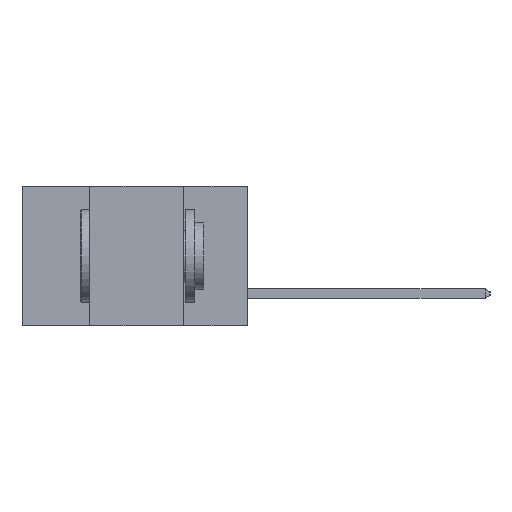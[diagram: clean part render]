
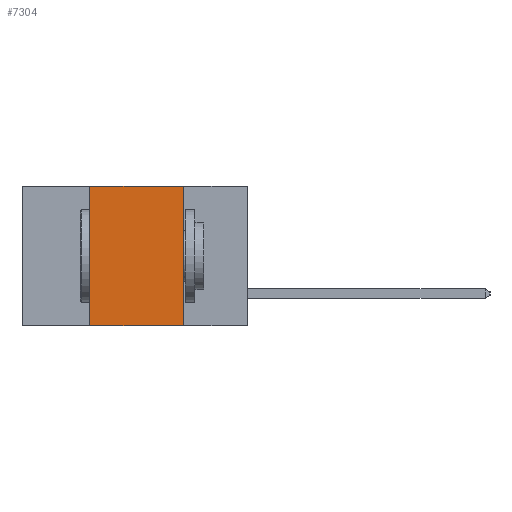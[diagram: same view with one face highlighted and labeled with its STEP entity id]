
A CAD part, left-side view. The second image highlights one B-rep face of the part: STEP entity #7304.
In plain terms, the highlighted planar face has unit normal (-1, 0, 0).
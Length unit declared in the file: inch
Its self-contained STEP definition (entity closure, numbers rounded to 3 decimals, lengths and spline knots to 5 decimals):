
#528 = ORIENTED_EDGE ( 'NONE', *, *, #7064, .F. ) ;
#925 = VECTOR ( 'NONE', #10382, 39.37008 ) ;
#1244 = VERTEX_POINT ( 'NONE', #12355 ) ;
#1653 = EDGE_CURVE ( 'NONE', #11937, #3045, #4722, .T. ) ;
#1835 = DIRECTION ( 'NONE',  ( 0., -1., 0. ) ) ;
#2351 = EDGE_CURVE ( 'NONE', #1244, #7316, #11145, .T. ) ;
#3045 = VERTEX_POINT ( 'NONE', #15039 ) ;
#3217 = CARTESIAN_POINT ( 'NONE',  ( 0., 0.42, 0. ) ) ;
#3592 = VECTOR ( 'NONE', #1835, 39.37008 ) ;
#3710 = LINE ( 'NONE', #3217, #18476 ) ;
#4280 = EDGE_CURVE ( 'NONE', #1244, #11937, #3710, .T. ) ;
#4722 = LINE ( 'NONE', #7570, #925 ) ;
#4872 = CARTESIAN_POINT ( 'NONE',  ( 0., 0.6, -0.37 ) ) ;
#5195 = ORIENTED_EDGE ( 'NONE', *, *, #2351, .T. ) ;
#5756 = VECTOR ( 'NONE', #17339, 39.37008 ) ;
#7064 = EDGE_CURVE ( 'NONE', #3045, #7316, #13385, .T. ) ;
#7304 = ADVANCED_FACE ( 'NONE', ( #13147 ), #16269, .F. ) ;
#7316 = VERTEX_POINT ( 'NONE', #15549 ) ;
#7570 = CARTESIAN_POINT ( 'NONE',  ( 0., 0.6, 0. ) ) ;
#8024 = ORIENTED_EDGE ( 'NONE', *, *, #1653, .F. ) ;
#10219 = DIRECTION ( 'NONE',  ( 0., 0., 1. ) ) ;
#10382 = DIRECTION ( 'NONE',  ( 0., -1., 0. ) ) ;
#11107 = AXIS2_PLACEMENT_3D ( 'NONE', #16391, #15507, #15353 ) ;
#11145 = LINE ( 'NONE', #4872, #3592 ) ;
#11937 = VERTEX_POINT ( 'NONE', #14575 ) ;
#12355 = CARTESIAN_POINT ( 'NONE',  ( 0., 0.42, -0.37 ) ) ;
#13147 = FACE_OUTER_BOUND ( 'NONE', #15212, .T. ) ;
#13385 = LINE ( 'NONE', #13702, #5756 ) ;
#13702 = CARTESIAN_POINT ( 'NONE',  ( 0., 0.17, 0. ) ) ;
#14575 = CARTESIAN_POINT ( 'NONE',  ( 0., 0.42, 0. ) ) ;
#15039 = CARTESIAN_POINT ( 'NONE',  ( 0., 0.17, 0. ) ) ;
#15212 = EDGE_LOOP ( 'NONE', ( #528, #8024, #16207, #5195 ) ) ;
#15353 = DIRECTION ( 'NONE',  ( 0., 0., -1. ) ) ;
#15507 = DIRECTION ( 'NONE',  ( 1., 0., 0. ) ) ;
#15549 = CARTESIAN_POINT ( 'NONE',  ( 0., 0.17, -0.37 ) ) ;
#16207 = ORIENTED_EDGE ( 'NONE', *, *, #4280, .F. ) ;
#16269 = PLANE ( 'NONE',  #11107 ) ;
#16391 = CARTESIAN_POINT ( 'NONE',  ( 0., 0.6, 0. ) ) ;
#17339 = DIRECTION ( 'NONE',  ( 0., 0., -1. ) ) ;
#18476 = VECTOR ( 'NONE', #10219, 39.37008 ) ;
